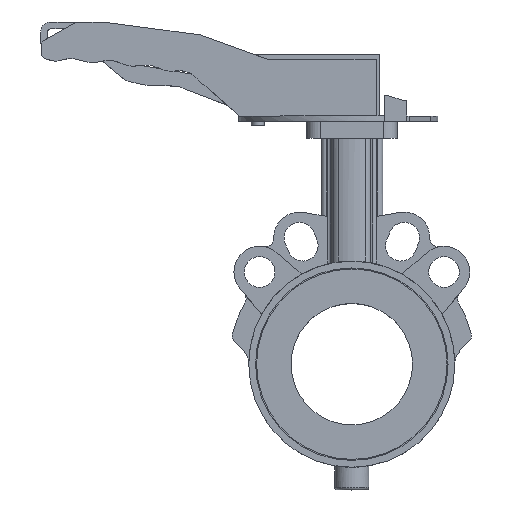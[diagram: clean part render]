
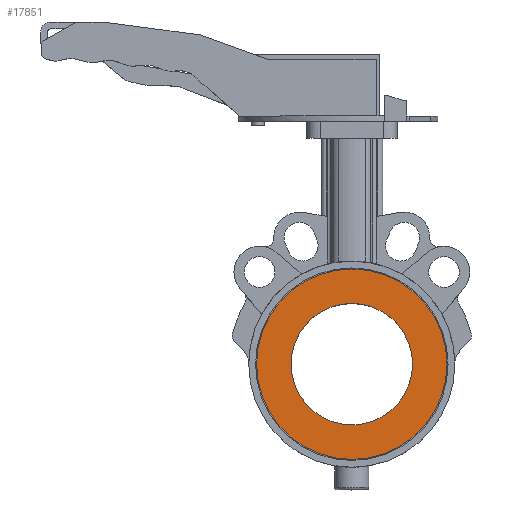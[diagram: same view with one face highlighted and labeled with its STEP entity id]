
A CAD part, top view. The second image highlights one B-rep face of the part: STEP entity #17851.
In plain terms, the highlighted planar face has unit normal (0, 0, 1).
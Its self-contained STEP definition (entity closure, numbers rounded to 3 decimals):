
#17685 = CYLINDRICAL_SURFACE('',#17686,55.65);
#17686 = AXIS2_PLACEMENT_3D('',#17687,#17688,#17689);
#17687 = CARTESIAN_POINT('',(0.,0.,-27.
    ));
#17688 = DIRECTION('',(0.,0.,1.));
#17689 = DIRECTION('',(0.,-1.,0.));
#17744 = VERTEX_POINT('',#17745);
#17745 = CARTESIAN_POINT('',(0.,-55.65,46.));
#17765 = EDGE_CURVE('',#17744,#17744,#17766,.T.);
#17766 = SURFACE_CURVE('',#17767,(#17772,#17779),.PCURVE_S1.);
#17767 = CIRCLE('',#17768,55.65);
#17768 = AXIS2_PLACEMENT_3D('',#17769,#17770,#17771);
#17769 = CARTESIAN_POINT('',(0.,0.,46.)
  );
#17770 = DIRECTION('',(0.,0.,-1.));
#17771 = DIRECTION('',(0.,-1.,0.));
#17772 = PCURVE('',#17685,#17773);
#17773 = DEFINITIONAL_REPRESENTATION('',(#17774),#17778);
#17774 = LINE('',#17775,#17776);
#17775 = CARTESIAN_POINT('',(6.283,73.));
#17776 = VECTOR('',#17777,1.);
#17777 = DIRECTION('',(-1.,0.));
#17778 = ( GEOMETRIC_REPRESENTATION_CONTEXT(2) 
PARAMETRIC_REPRESENTATION_CONTEXT() REPRESENTATION_CONTEXT('2D SPACE',''
  ) );
#17779 = PCURVE('',#17780,#17785);
#17780 = PLANE('',#17781);
#17781 = AXIS2_PLACEMENT_3D('',#17782,#17783,#17784);
#17782 = CARTESIAN_POINT('',(55.65,0.,46.));
#17783 = DIRECTION('',(0.,0.,1.));
#17784 = DIRECTION('',(0.,1.,0.));
#17785 = DEFINITIONAL_REPRESENTATION('',(#17786),#17794);
#17786 = ( BOUNDED_CURVE() B_SPLINE_CURVE(2,(#17787,#17788,#17789,#17790
    ,#17791,#17792,#17793),.UNSPECIFIED.,.T.,.F.) 
B_SPLINE_CURVE_WITH_KNOTS((1,2,2,2,2,1),(-2.094,0.,
    2.094,4.189,6.283,8.378),
.UNSPECIFIED.) CURVE() GEOMETRIC_REPRESENTATION_ITEM() 
RATIONAL_B_SPLINE_CURVE((1.,0.5,1.,0.5,1.,0.5,1.)) REPRESENTATION_ITEM(
  '') );
#17787 = CARTESIAN_POINT('',(-55.65,55.65));
#17788 = CARTESIAN_POINT('',(-55.65,152.039));
#17789 = CARTESIAN_POINT('',(27.825,103.844));
#17790 = CARTESIAN_POINT('',(111.3,55.65));
#17791 = CARTESIAN_POINT('',(27.825,7.456));
#17792 = CARTESIAN_POINT('',(-55.65,-40.739));
#17793 = CARTESIAN_POINT('',(-55.65,55.65));
#17794 = ( GEOMETRIC_REPRESENTATION_CONTEXT(2) 
PARAMETRIC_REPRESENTATION_CONTEXT() REPRESENTATION_CONTEXT('2D SPACE',''
  ) );
#17851 = ADVANCED_FACE('',(#17852,#17887),#17780,.T.);
#17852 = FACE_BOUND('',#17853,.T.);
#17853 = EDGE_LOOP('',(#17854));
#17854 = ORIENTED_EDGE('',*,*,#17855,.T.);
#17855 = EDGE_CURVE('',#17856,#17856,#17858,.T.);
#17856 = VERTEX_POINT('',#17857);
#17857 = CARTESIAN_POINT('',(0.,-35.5,46.));
#17858 = SURFACE_CURVE('',#17859,(#17864,#17875),.PCURVE_S1.);
#17859 = CIRCLE('',#17860,35.5);
#17860 = AXIS2_PLACEMENT_3D('',#17861,#17862,#17863);
#17861 = CARTESIAN_POINT('',(0.,0.,46.)
  );
#17862 = DIRECTION('',(0.,0.,-1.));
#17863 = DIRECTION('',(0.,-1.,0.));
#17864 = PCURVE('',#17780,#17865);
#17865 = DEFINITIONAL_REPRESENTATION('',(#17866),#17874);
#17866 = ( BOUNDED_CURVE() B_SPLINE_CURVE(2,(#17867,#17868,#17869,#17870
    ,#17871,#17872,#17873),.UNSPECIFIED.,.T.,.F.) 
B_SPLINE_CURVE_WITH_KNOTS((1,2,2,2,2,1),(-2.094,0.,
    2.094,4.189,6.283,8.378),
.UNSPECIFIED.) CURVE() GEOMETRIC_REPRESENTATION_ITEM() 
RATIONAL_B_SPLINE_CURVE((1.,0.5,1.,0.5,1.,0.5,1.)) REPRESENTATION_ITEM(
  '') );
#17867 = CARTESIAN_POINT('',(-35.5,55.65));
#17868 = CARTESIAN_POINT('',(-35.5,117.138));
#17869 = CARTESIAN_POINT('',(17.75,86.394));
#17870 = CARTESIAN_POINT('',(71.,55.65));
#17871 = CARTESIAN_POINT('',(17.75,24.906));
#17872 = CARTESIAN_POINT('',(-35.5,-5.838));
#17873 = CARTESIAN_POINT('',(-35.5,55.65));
#17874 = ( GEOMETRIC_REPRESENTATION_CONTEXT(2) 
PARAMETRIC_REPRESENTATION_CONTEXT() REPRESENTATION_CONTEXT('2D SPACE',''
  ) );
#17875 = PCURVE('',#17876,#17881);
#17876 = CYLINDRICAL_SURFACE('',#17877,35.5);
#17877 = AXIS2_PLACEMENT_3D('',#17878,#17879,#17880);
#17878 = CARTESIAN_POINT('',(0.,0.,-27.
    ));
#17879 = DIRECTION('',(0.,0.,1.));
#17880 = DIRECTION('',(0.,-1.,0.));
#17881 = DEFINITIONAL_REPRESENTATION('',(#17882),#17886);
#17882 = LINE('',#17883,#17884);
#17883 = CARTESIAN_POINT('',(6.283,73.));
#17884 = VECTOR('',#17885,1.);
#17885 = DIRECTION('',(-1.,0.));
#17886 = ( GEOMETRIC_REPRESENTATION_CONTEXT(2) 
PARAMETRIC_REPRESENTATION_CONTEXT() REPRESENTATION_CONTEXT('2D SPACE',''
  ) );
#17887 = FACE_BOUND('',#17888,.T.);
#17888 = EDGE_LOOP('',(#17889));
#17889 = ORIENTED_EDGE('',*,*,#17765,.F.);
